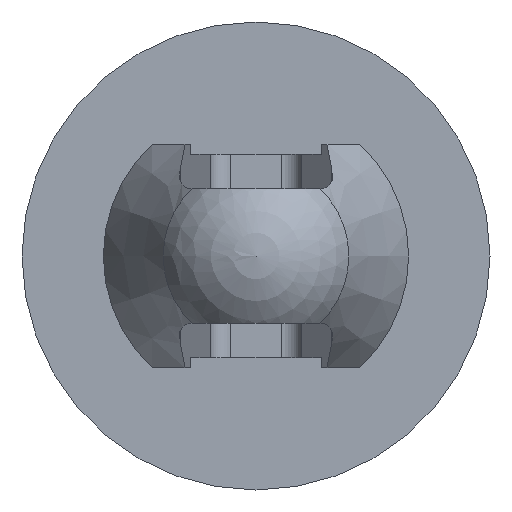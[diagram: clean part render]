
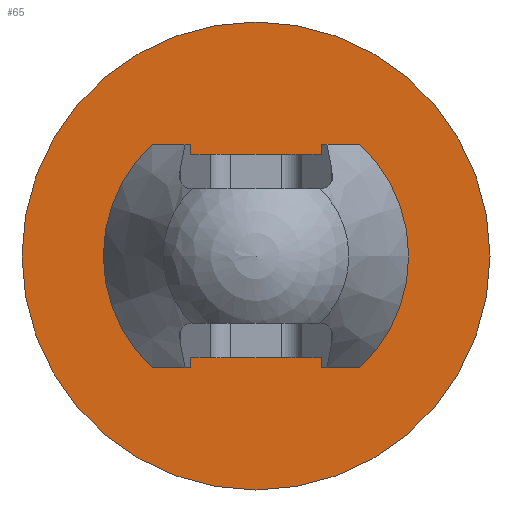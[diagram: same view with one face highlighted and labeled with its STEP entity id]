
A CAD part, front view. The second image highlights one B-rep face of the part: STEP entity #65.
In plain terms, the highlighted planar face has unit normal (0, -1, 0).
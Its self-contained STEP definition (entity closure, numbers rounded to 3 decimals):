
#65 = ADVANCED_FACE( '', ( #164, #165 ), #166, .F. );
#164 = FACE_BOUND( '', #299, .T. );
#165 = FACE_OUTER_BOUND( '', #300, .T. );
#166 = PLANE( '', #301 );
#299 = EDGE_LOOP( '', ( #428, #429, #430, #431 ) );
#300 = EDGE_LOOP( '', ( #432 ) );
#301 = AXIS2_PLACEMENT_3D( '', #433, #434, #435 );
#428 = ORIENTED_EDGE( '', *, *, #838, .F. );
#429 = ORIENTED_EDGE( '', *, *, #839, .F. );
#430 = ORIENTED_EDGE( '', *, *, #840, .T. );
#431 = ORIENTED_EDGE( '', *, *, #841, .F. );
#432 = ORIENTED_EDGE( '', *, *, #842, .T. );
#433 = CARTESIAN_POINT( '', ( -2.3, -3.5, 0. ) );
#434 = DIRECTION( '', ( 0., 1., 0. ) );
#435 = DIRECTION( '', ( -1., 0., 0. ) );
#838 = EDGE_CURVE( '', #1003, #1004, #1005, .T. );
#839 = EDGE_CURVE( '', #1006, #1003, #1007, .T. );
#840 = EDGE_CURVE( '', #1006, #1008, #1009, .T. );
#841 = EDGE_CURVE( '', #1004, #1008, #1010, .T. );
#842 = EDGE_CURVE( '', #1011, #1011, #1012, .T. );
#1003 = VERTEX_POINT( '', #1248 );
#1004 = VERTEX_POINT( '', #1249 );
#1005 = LINE( '', #1250, #1251 );
#1006 = VERTEX_POINT( '', #1252 );
#1007 = CIRCLE( '', #1253, 1.25 );
#1008 = VERTEX_POINT( '', #1254 );
#1009 = LINE( '', #1255, #1256 );
#1010 = CIRCLE( '', #1257, 1.25 );
#1011 = VERTEX_POINT( '', #1258 );
#1012 = CIRCLE( '', #1259, 2.3 );
#1248 = CARTESIAN_POINT( '', ( 0.75, -3.5, 1. ) );
#1249 = CARTESIAN_POINT( '', ( -0.75, -3.5, 1. ) );
#1250 = CARTESIAN_POINT( '', ( 2.5, -3.5, 1. ) );
#1251 = VECTOR( '', #1648, 1000. );
#1252 = CARTESIAN_POINT( '', ( 0.75, -3.5, -1. ) );
#1253 = AXIS2_PLACEMENT_3D( '', #1649, #1650, #1651 );
#1254 = CARTESIAN_POINT( '', ( -0.75, -3.5, -1. ) );
#1255 = CARTESIAN_POINT( '', ( 2.5, -3.5, -1. ) );
#1256 = VECTOR( '', #1652, 1000. );
#1257 = AXIS2_PLACEMENT_3D( '', #1653, #1654, #1655 );
#1258 = CARTESIAN_POINT( '', ( 2.3, -3.5, 0. ) );
#1259 = AXIS2_PLACEMENT_3D( '', #1656, #1657, #1658 );
#1648 = DIRECTION( '', ( -1., 0., 0. ) );
#1649 = CARTESIAN_POINT( '', ( 0., -3.5, 0. ) );
#1650 = DIRECTION( '', ( 0., -1., 0. ) );
#1651 = DIRECTION( '', ( 1., 0., 0. ) );
#1652 = DIRECTION( '', ( -1., 0., 0. ) );
#1653 = CARTESIAN_POINT( '', ( 0., -3.5, 0. ) );
#1654 = DIRECTION( '', ( 0., -1., 0. ) );
#1655 = DIRECTION( '', ( 1., 0., 0. ) );
#1656 = CARTESIAN_POINT( '', ( 0., -3.5, 0. ) );
#1657 = DIRECTION( '', ( 0., -1., 0. ) );
#1658 = DIRECTION( '', ( 1., 0., 0. ) );
